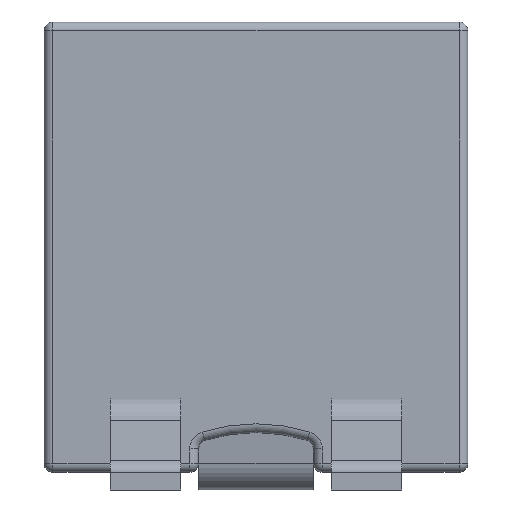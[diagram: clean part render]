
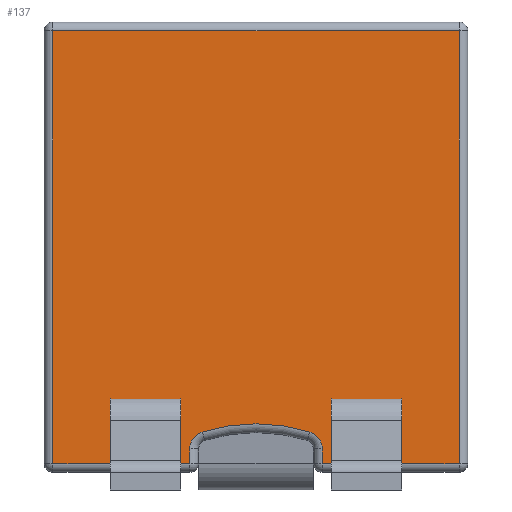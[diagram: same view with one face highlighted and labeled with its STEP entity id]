
A CAD part, front view. The second image highlights one B-rep face of the part: STEP entity #137.
In plain terms, the highlighted planar face has unit normal (0, -1, 0).
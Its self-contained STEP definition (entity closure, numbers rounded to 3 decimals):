
#137=ADVANCED_FACE('',(#1078),#1080,.T.);
#1078=FACE_BOUND('',#1079,.T.);
#1079=EDGE_LOOP('',(#1806,#1807,#1808,#1809,#1810,#1811,#1812,#1813,#1814,#1815));
#1080=PLANE('',#1081);
#1081=AXIS2_PLACEMENT_3D('',#1082,#1083,#1084);
#1082=CARTESIAN_POINT('',(-2.4,-1.75,0.2));
#1083=DIRECTION('',(0.,-1.,0.));
#1084=DIRECTION('',(1.,0.,0.));
#1806=ORIENTED_EDGE('',*,*,#2277,.T.);
#1807=ORIENTED_EDGE('',*,*,#2278,.F.);
#1808=ORIENTED_EDGE('',*,*,#2279,.F.);
#1809=ORIENTED_EDGE('',*,*,#2280,.T.);
#1810=ORIENTED_EDGE('',*,*,#2281,.T.);
#1811=ORIENTED_EDGE('',*,*,#2282,.F.);
#1812=ORIENTED_EDGE('',*,*,#2283,.T.);
#1813=ORIENTED_EDGE('',*,*,#2284,.F.);
#1814=ORIENTED_EDGE('',*,*,#2285,.T.);
#1815=ORIENTED_EDGE('',*,*,#2286,.T.);
#2277=EDGE_CURVE('',#2539,#2540,#2541,.T.);
#2278=EDGE_CURVE('',#2542,#2540,#2543,.T.);
#2279=EDGE_CURVE('',#2544,#2542,#2545,.T.);
#2280=EDGE_CURVE('',#2544,#2546,#2547,.T.);
#2281=EDGE_CURVE('',#2546,#2548,#2549,.F.);
#2282=EDGE_CURVE('',#2550,#2548,#2551,.F.);
#2283=EDGE_CURVE('',#2550,#2552,#2553,.T.);
#2284=EDGE_CURVE('',#2554,#2552,#2555,.F.);
#2285=EDGE_CURVE('',#2554,#2556,#2557,.F.);
#2286=EDGE_CURVE('',#2556,#2539,#2558,.T.);
#2539=VERTEX_POINT('',#2990);
#2540=VERTEX_POINT('',#2991);
#2541=LINE('',#2992,#2993);
#2542=VERTEX_POINT('',#2995);
#2543=LINE('',#2996,#2997);
#2544=VERTEX_POINT('',#2999);
#2545=LINE('',#3000,#3001);
#2546=VERTEX_POINT('',#3003);
#2547=LINE('',#3004,#3005);
#2548=VERTEX_POINT('',#3007);
#2549=LINE('',#3008,#3009);
#2550=VERTEX_POINT('',#3011);
#2551=CIRCLE('',#3012,0.2);
#2552=VERTEX_POINT('',#3016);
#2553=CIRCLE('',#3017,2.034);
#2554=VERTEX_POINT('',#3021);
#2555=CIRCLE('',#3022,0.2);
#2556=VERTEX_POINT('',#3026);
#2557=LINE('',#3027,#3028);
#2558=LINE('',#3030,#3031);
#2990=CARTESIAN_POINT('',(2.3,-1.75,0.3));
#2991=CARTESIAN_POINT('',(2.3,-1.75,5.2));
#2992=CARTESIAN_POINT('',(2.3,-1.75,0.3));
#2993=VECTOR('',#2994,1.);
#2994=DIRECTION('',(0.,0.,1.));
#2995=CARTESIAN_POINT('',(-2.3,-1.75,5.2));
#2996=CARTESIAN_POINT('',(-2.3,-1.75,5.2));
#2997=VECTOR('',#2998,1.);
#2998=DIRECTION('',(1.,0.,0.));
#2999=CARTESIAN_POINT('',(-2.3,-1.75,0.3));
#3000=CARTESIAN_POINT('',(-2.3,-1.75,0.3));
#3001=VECTOR('',#3002,1.);
#3002=DIRECTION('',(0.,0.,1.));
#3003=CARTESIAN_POINT('',(-0.75,-1.75,0.3));
#3004=CARTESIAN_POINT('',(-2.3,-1.75,0.3));
#3005=VECTOR('',#3006,1.);
#3006=DIRECTION('',(1.,0.,0.));
#3007=CARTESIAN_POINT('',(-0.75,-1.75,0.466));
#3008=CARTESIAN_POINT('',(-0.75,-1.75,0.466));
#3009=VECTOR('',#3010,1.);
#3010=DIRECTION('',(0.,0.,-1.));
#3011=CARTESIAN_POINT('',(-0.61,-1.75,0.656));
#3012=AXIS2_PLACEMENT_3D('',#3013,#3014,#3015);
#3013=CARTESIAN_POINT('',(-0.55,-1.75,0.466));
#3014=DIRECTION('',(0.,1.,0.));
#3015=DIRECTION('',(-1.,0.,0.));
#3016=CARTESIAN_POINT('',(0.61,-1.75,0.656));
#3017=AXIS2_PLACEMENT_3D('',#3018,#3019,#3020);
#3018=CARTESIAN_POINT('',(0.,-1.75,-1.284));
#3019=DIRECTION('',(0.,1.,0.));
#3020=DIRECTION('',(-0.3,0.,0.954));
#3021=CARTESIAN_POINT('',(0.75,-1.75,0.466));
#3022=AXIS2_PLACEMENT_3D('',#3023,#3024,#3025);
#3023=CARTESIAN_POINT('',(0.55,-1.75,0.466));
#3024=DIRECTION('',(0.,1.,0.));
#3025=DIRECTION('',(0.3,0.,0.954));
#3026=CARTESIAN_POINT('',(0.75,-1.75,0.3));
#3027=CARTESIAN_POINT('',(0.75,-1.75,0.3));
#3028=VECTOR('',#3029,1.);
#3029=DIRECTION('',(0.,0.,1.));
#3030=CARTESIAN_POINT('',(0.75,-1.75,0.3));
#3031=VECTOR('',#3032,1.);
#3032=DIRECTION('',(1.,0.,0.));
